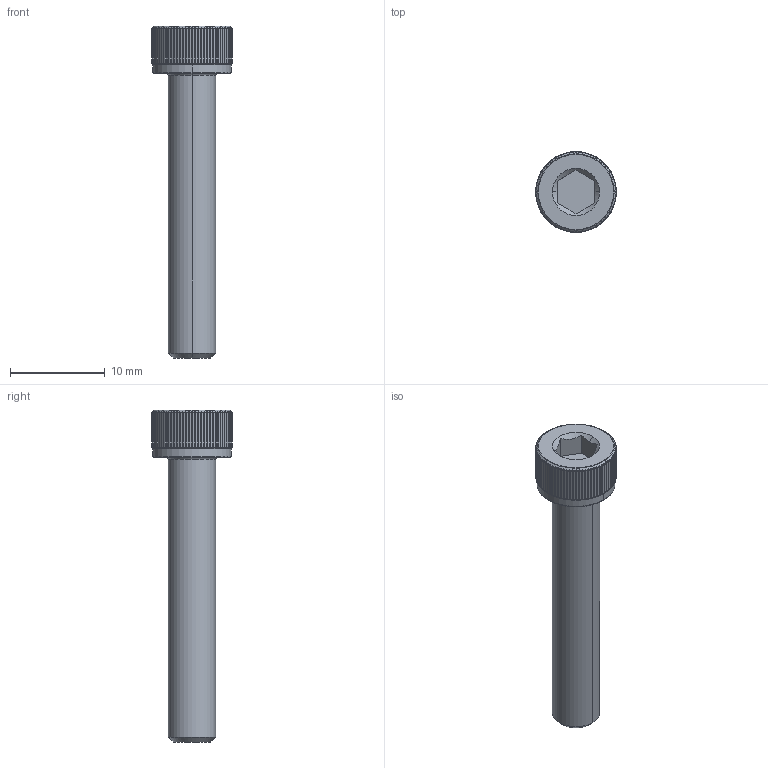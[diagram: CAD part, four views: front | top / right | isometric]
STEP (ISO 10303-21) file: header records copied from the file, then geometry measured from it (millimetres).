
FILE_DESCRIPTION (( 'STEP AP203' ), '1' );
FILE_NAME ('91290A194_NO THREADS_Alloy Steel Socket Head Screw.STEP', '2023-02-07T16:38:10', ( 'Administrator' ), ( 'Managed by Terraform' ), 'SwSTEP 2.0', 'SolidWorks 2017', '' );
FILE_SCHEMA (( 'CONFIG_CONTROL_DESIGN' ));
Length unit declared in the file: millimetre
Products named in the file (1): 91290A194_NO THREADS_Alloy Steel Socket Head Screw
Bounding box: 8.5 x 8.5 x 35 mm (x, y, z)
Volume: 829.2 mm3; surface area: 769.4 mm2
Topology: 1 solids, 1 shells, 525 faces, 1551 edges, 1030 vertices
Faces by surface type: cylinder 179, plane 170, torus 168, cone 8
Entity records: 23718 total; most frequent: CARTESIAN_POINT 10953, ORIENTED_EDGE 3102, DIRECTION 2111, EDGE_CURVE 1551, VERTEX_POINT 1030, AXIS2_PLACEMENT_3D 876, B_SPLINE_CURVE_WITH_KNOTS 842, EDGE_LOOP 527
